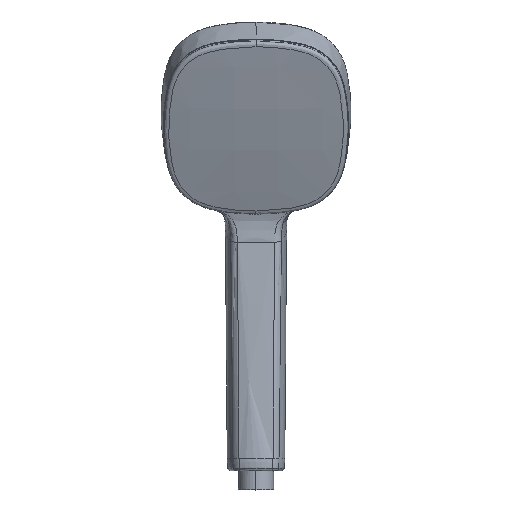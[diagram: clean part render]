
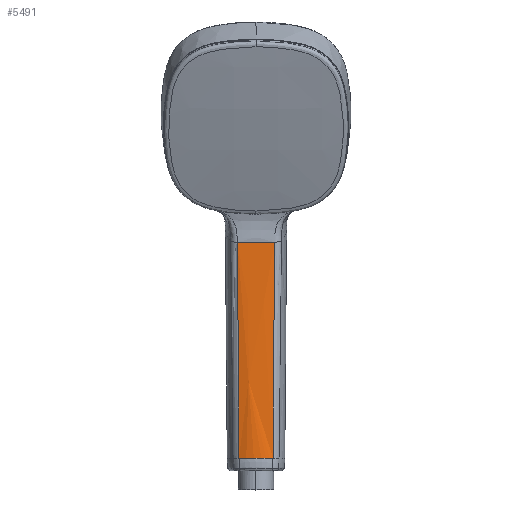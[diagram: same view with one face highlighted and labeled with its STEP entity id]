
A CAD part, top view. The second image highlights one B-rep face of the part: STEP entity #5491.
In plain terms, the highlighted free-form (B-spline) face has degree [3, 3] with [6, 6] control points.
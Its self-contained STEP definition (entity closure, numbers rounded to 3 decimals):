
#11 = CARTESIAN_POINT ( 'NONE',  ( 27.087, 46.124, 214.99 ) ) ;
#289 = CARTESIAN_POINT ( 'NONE',  ( 11.04, 34.046, 215.741 ) ) ;
#423 = CARTESIAN_POINT ( 'NONE',  ( 9.331, 57.449, 214.599 ) ) ;
#470 = CARTESIAN_POINT ( 'NONE',  ( 9.125, 90.21, 213.918 ) ) ;
#1032 = B_SPLINE_SURFACE_WITH_KNOTS ( 'NONE', 3, 3, ( 
 ( #12701, #3404, #9242, #2261, #10433, #3451 ),
 ( #11605, #4620, #12749, #5776, #13901, #6937 ),
 ( #15051, #8120, #1137, #9289, #2310, #10490 ),
 ( #3506, #11654, #4672, #12801, #5822, #13948 ),
 ( #6992, #11, #8170, #1190, #9340, #2360 ),
 ( #10543, #3557, #11698, #4722, #12849, #5872 ) ),
 .UNSPECIFIED., .F., .F., .F.,
 ( 4, 1, 1, 4 ),
 ( 4, 1, 1, 4 ),
 ( 0.009, 0.333, 0.667, 0.999 ),
 ( 0., 0.344, 0.672, 1. ),
 .UNSPECIFIED. ) ;
#1137 = CARTESIAN_POINT ( 'NONE',  ( 14.426, 73.613, 215.587 ) ) ;
#1190 = CARTESIAN_POINT ( 'NONE',  ( 27.406, 114.512, 213.497 ) ) ;
#1460 = CARTESIAN_POINT ( 'NONE',  ( 21.329, 34.046, 216.95 ) ) ;
#1593 = CARTESIAN_POINT ( 'NONE',  ( 9.182, 82.022, 214.089 ) ) ;
#1643 = CARTESIAN_POINT ( 'NONE',  ( 9.033, 102.55, 213.66 ) ) ;
#1663 = ORIENTED_EDGE ( 'NONE', *, *, #9141, .F. ) ;
#1853 = EDGE_LOOP ( 'NONE', ( #9095, #10111, #1663, #6361 ) ) ;
#2018 = B_SPLINE_CURVE_WITH_KNOTS ( 'NONE', 3,
 ( #2512, #14095, #14192, #7244 ),
 .UNSPECIFIED., .F., .F.,
 ( 4, 4 ),
 ( 0., 1. ),
 .UNSPECIFIED. ) ;
#2261 = CARTESIAN_POINT ( 'NONE',  ( 6.807, 114.512, 213.041 ) ) ;
#2310 = CARTESIAN_POINT ( 'NONE',  ( 14.354, 141.335, 213.256 ) ) ;
#2360 = CARTESIAN_POINT ( 'NONE',  ( 27.593, 154.746, 212.618 ) ) ;
#2512 = CARTESIAN_POINT ( 'NONE',  ( 27.113, 34.046, 215.068 ) ) ;
#2637 = CARTESIAN_POINT ( 'NONE',  ( 27.113, 34.046, 215.068 ) ) ;
#2776 = CARTESIAN_POINT ( 'NONE',  ( 9.139, 88.165, 213.961 ) ) ;
#2799 = VERTEX_POINT ( 'NONE', #7754 ) ;
#2829 = CARTESIAN_POINT ( 'NONE',  ( 8.762, 132.76, 213.031 ) ) ;
#3404 = CARTESIAN_POINT ( 'NONE',  ( 7.354, 46.124, 213.967 ) ) ;
#3451 = CARTESIAN_POINT ( 'NONE',  ( 6.485, 154.746, 212.496 ) ) ;
#3506 = CARTESIAN_POINT ( 'NONE',  ( 22.13, 32.046, 217.019 ) ) ;
#3557 = CARTESIAN_POINT ( 'NONE',  ( 29.354, 46.124, 213.886 ) ) ;
#3720 = B_SPLINE_CURVE_WITH_KNOTS ( 'NONE', 3,
 ( #11371, #11579, #12822, #5843, #13969, #7015 ),
 .UNSPECIFIED., .F., .F.,
 ( 4, 2, 4 ),
 ( 0., 0.5, 1. ),
 .UNSPECIFIED. ) ;
#3787 = B_SPLINE_CURVE_WITH_KNOTS ( 'NONE', 3,
 ( #12552, #289, #8438, #1460, #9619, #2637 ),
 .UNSPECIFIED., .F., .F.,
 ( 4, 1, 1, 4 ),
 ( 0., 0.289, 0.711, 1. ),
 .UNSPECIFIED. ) ;
#3886 = VERTEX_POINT ( 'NONE', #9712 ) ;
#3950 = CARTESIAN_POINT ( 'NONE',  ( 9.128, 89.701, 213.929 ) ) ;
#4397 = CARTESIAN_POINT ( 'NONE',  ( 27.929, 146.377, 212.755 ) ) ;
#4482 = B_SPLINE_CURVE_WITH_KNOTS ( 'NONE', 3,
 ( #6232, #13192, #423, #8573, #1593, #9759, #2776, #10946, #3950, #12091, #5120, #13240, #6285, #14394, #7444, #470, #8621, #1643, #9805, #2829, #10993 ),
 .UNSPECIFIED., .F., .F.,
 ( 4, 1, 1, 1, 1, 1, 1, 1, 1, 1, 1, 1, 2, 2, 2, 4 ),
 ( 0., 0.25, 0.375, 0.438, 0.469, 0.484, 0.492, 0.496, 0.498, 0.499, 0.5, 0.5, 0.5, 0.5, 0.75, 1. ),
 .UNSPECIFIED. ) ;
#4620 = CARTESIAN_POINT ( 'NONE',  ( 9.573, 46.124, 215.028 ) ) ;
#4672 = CARTESIAN_POINT ( 'NONE',  ( 22.175, 73.613, 215.588 ) ) ;
#4695 = EDGE_CURVE ( 'NONE', #5495, #2799, #3787, .T. ) ;
#4722 = CARTESIAN_POINT ( 'NONE',  ( 29.919, 114.512, 213.005 ) ) ;
#5120 = CARTESIAN_POINT ( 'NONE',  ( 9.126, 90.085, 213.921 ) ) ;
#5491 = ADVANCED_FACE ( 'NONE', ( #11564 ), #1032, .T. ) ;
#5495 = VERTEX_POINT ( 'NONE', #11555 ) ;
#5776 = CARTESIAN_POINT ( 'NONE',  ( 9.261, 114.512, 213.513 ) ) ;
#5822 = CARTESIAN_POINT ( 'NONE',  ( 22.248, 141.335, 213.256 ) ) ;
#5843 = CARTESIAN_POINT ( 'NONE',  ( 15.085, 146.263, 213.069 ) ) ;
#5872 = CARTESIAN_POINT ( 'NONE',  ( 30.252, 154.746, 212.486 ) ) ;
#6232 = CARTESIAN_POINT ( 'NONE',  ( 9.427, 34.046, 215.068 ) ) ;
#6285 = CARTESIAN_POINT ( 'NONE',  ( 9.125, 90.181, 213.919 ) ) ;
#6361 = ORIENTED_EDGE ( 'NONE', *, *, #4695, .T. ) ;
#6937 = CARTESIAN_POINT ( 'NONE',  ( 9.078, 154.746, 212.623 ) ) ;
#6992 = CARTESIAN_POINT ( 'NONE',  ( 27.022, 32.046, 215.298 ) ) ;
#7015 = CARTESIAN_POINT ( 'NONE',  ( 8.611, 146.377, 212.755 ) ) ;
#7244 = CARTESIAN_POINT ( 'NONE',  ( 27.929, 146.377, 212.755 ) ) ;
#7444 = CARTESIAN_POINT ( 'NONE',  ( 9.125, 90.203, 213.918 ) ) ;
#7754 = CARTESIAN_POINT ( 'NONE',  ( 27.113, 34.046, 215.068 ) ) ;
#8120 = CARTESIAN_POINT ( 'NONE',  ( 14.455, 46.124, 216.533 ) ) ;
#8170 = CARTESIAN_POINT ( 'NONE',  ( 27.215, 73.613, 214.39 ) ) ;
#8289 = VERTEX_POINT ( 'NONE', #4397 ) ;
#8438 = CARTESIAN_POINT ( 'NONE',  ( 15.207, 34.046, 216.949 ) ) ;
#8573 = CARTESIAN_POINT ( 'NONE',  ( 9.236, 73.831, 214.26 ) ) ;
#8621 = CARTESIAN_POINT ( 'NONE',  ( 9.087, 95.317, 213.811 ) ) ;
#8869 = EDGE_CURVE ( 'NONE', #2799, #8289, #2018, .T. ) ;
#9095 = ORIENTED_EDGE ( 'NONE', *, *, #8869, .T. ) ;
#9141 = EDGE_CURVE ( 'NONE', #5495, #3886, #4482, .T. ) ;
#9242 = CARTESIAN_POINT ( 'NONE',  ( 7.134, 73.613, 213.595 ) ) ;
#9289 = CARTESIAN_POINT ( 'NONE',  ( 14.382, 114.512, 214.179 ) ) ;
#9340 = CARTESIAN_POINT ( 'NONE',  ( 27.53, 141.335, 212.911 ) ) ;
#9619 = CARTESIAN_POINT ( 'NONE',  ( 25.498, 34.046, 215.742 ) ) ;
#9712 = CARTESIAN_POINT ( 'NONE',  ( 8.611, 146.377, 212.755 ) ) ;
#9759 = CARTESIAN_POINT ( 'NONE',  ( 9.154, 86.117, 214.004 ) ) ;
#9805 = CARTESIAN_POINT ( 'NONE',  ( 8.87, 121.272, 213.27 ) ) ;
#10111 = ORIENTED_EDGE ( 'NONE', *, *, #10535, .T. ) ;
#10433 = CARTESIAN_POINT ( 'NONE',  ( 6.593, 141.335, 212.678 ) ) ;
#10490 = CARTESIAN_POINT ( 'NONE',  ( 14.34, 154.746, 212.794 ) ) ;
#10535 = EDGE_CURVE ( 'NONE', #8289, #3886, #3720, .T. ) ;
#10543 = CARTESIAN_POINT ( 'NONE',  ( 29.238, 32.046, 214.067 ) ) ;
#10946 = CARTESIAN_POINT ( 'NONE',  ( 9.132, 89.189, 213.94 ) ) ;
#10993 = CARTESIAN_POINT ( 'NONE',  ( 8.611, 146.377, 212.755 ) ) ;
#11371 = CARTESIAN_POINT ( 'NONE',  ( 27.929, 146.377, 212.755 ) ) ;
#11555 = CARTESIAN_POINT ( 'NONE',  ( 9.427, 34.046, 215.068 ) ) ;
#11564 = FACE_OUTER_BOUND ( 'NONE', #1853, .T. ) ;
#11579 = CARTESIAN_POINT ( 'NONE',  ( 24.681, 146.301, 212.964 ) ) ;
#11605 = CARTESIAN_POINT ( 'NONE',  ( 9.638, 32.046, 215.34 ) ) ;
#11654 = CARTESIAN_POINT ( 'NONE',  ( 22.145, 46.124, 216.534 ) ) ;
#11698 = CARTESIAN_POINT ( 'NONE',  ( 29.581, 73.613, 213.532 ) ) ;
#12091 = CARTESIAN_POINT ( 'NONE',  ( 9.126, 89.957, 213.923 ) ) ;
#12552 = CARTESIAN_POINT ( 'NONE',  ( 9.427, 34.046, 215.068 ) ) ;
#12701 = CARTESIAN_POINT ( 'NONE',  ( 7.466, 32.046, 214.158 ) ) ;
#12749 = CARTESIAN_POINT ( 'NONE',  ( 9.448, 73.613, 214.419 ) ) ;
#12801 = CARTESIAN_POINT ( 'NONE',  ( 22.219, 114.512, 214.18 ) ) ;
#12822 = CARTESIAN_POINT ( 'NONE',  ( 21.455, 146.263, 213.069 ) ) ;
#12849 = CARTESIAN_POINT ( 'NONE',  ( 30.141, 141.335, 212.659 ) ) ;
#13192 = CARTESIAN_POINT ( 'NONE',  ( 9.393, 43.407, 214.883 ) ) ;
#13240 = CARTESIAN_POINT ( 'NONE',  ( 9.125, 90.149, 213.919 ) ) ;
#13901 = CARTESIAN_POINT ( 'NONE',  ( 9.139, 141.335, 212.92 ) ) ;
#13948 = CARTESIAN_POINT ( 'NONE',  ( 22.262, 154.746, 212.794 ) ) ;
#13969 = CARTESIAN_POINT ( 'NONE',  ( 11.859, 146.301, 212.964 ) ) ;
#14095 = CARTESIAN_POINT ( 'NONE',  ( 27.244, 70.531, 214.348 ) ) ;
#14192 = CARTESIAN_POINT ( 'NONE',  ( 27.499, 107.975, 213.532 ) ) ;
#14394 = CARTESIAN_POINT ( 'NONE',  ( 9.125, 90.194, 213.918 ) ) ;
#15051 = CARTESIAN_POINT ( 'NONE',  ( 14.47, 32.046, 217.018 ) ) ;
